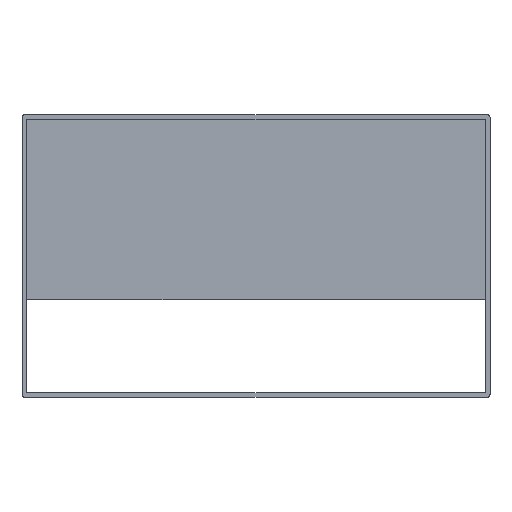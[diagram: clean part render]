
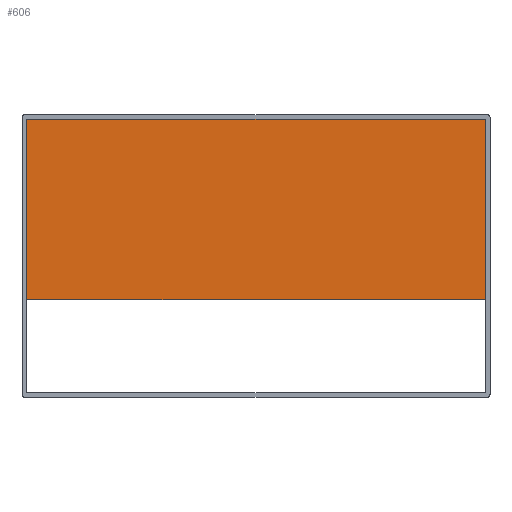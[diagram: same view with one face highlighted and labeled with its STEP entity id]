
A CAD part, top view. The second image highlights one B-rep face of the part: STEP entity #606.
In plain terms, the highlighted planar face has unit normal (0, 0, 1).
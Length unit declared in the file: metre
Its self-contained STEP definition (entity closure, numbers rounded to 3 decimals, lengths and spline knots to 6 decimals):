
#39=LINE('',#931,#104);
#41=LINE('',#935,#106);
#45=LINE('',#943,#110);
#60=LINE('',#977,#125);
#61=LINE('',#979,#126);
#104=VECTOR('',#740,1.);
#106=VECTOR('',#744,1.);
#110=VECTOR('',#750,1.);
#125=VECTOR('',#787,1.);
#126=VECTOR('',#788,1.);
#222=ORIENTED_EDGE('',*,*,#350,.F.);
#223=ORIENTED_EDGE('',*,*,#373,.F.);
#224=ORIENTED_EDGE('',*,*,#374,.T.);
#225=ORIENTED_EDGE('',*,*,#348,.F.);
#226=ORIENTED_EDGE('',*,*,#354,.F.);
#348=EDGE_CURVE('',#432,#429,#39,.T.);
#350=EDGE_CURVE('',#433,#434,#41,.T.);
#354=EDGE_CURVE('',#434,#432,#45,.T.);
#373=EDGE_CURVE('',#445,#433,#60,.T.);
#374=EDGE_CURVE('',#445,#429,#61,.T.);
#429=VERTEX_POINT('',#924);
#432=VERTEX_POINT('',#930);
#433=VERTEX_POINT('',#934);
#434=VERTEX_POINT('',#936);
#445=VERTEX_POINT('',#978);
#499=EDGE_LOOP('',(#222,#223,#224,#225,#226));
#542=FACE_BOUND('',#499,.T.);
#581=PLANE('',#667);
#606=ADVANCED_FACE('',(#542),#581,.T.);
#667=AXIS2_PLACEMENT_3D('',#976,#785,#786);
#740=DIRECTION('',(0.,-1.,0.));
#744=DIRECTION('',(0.,1.,0.));
#750=DIRECTION('',(1.,0.,0.));
#785=DIRECTION('',(0.,0.,1.));
#786=DIRECTION('',(1.,0.,0.));
#787=DIRECTION('',(-1.,0.,0.));
#788=DIRECTION('',(1.,0.,0.));
#924=CARTESIAN_POINT('',(0.250475,0.,0.003));
#930=CARTESIAN_POINT('',(0.250475,0.194796,0.003));
#931=CARTESIAN_POINT('',(0.250475,0.047296,0.003));
#934=CARTESIAN_POINT('',(-0.244525,0.,0.003));
#935=CARTESIAN_POINT('',(-0.244525,0.047296,0.003));
#936=CARTESIAN_POINT('',(-0.244525,0.194796,0.003));
#943=CARTESIAN_POINT('',(0.002975,0.194796,0.003));
#976=CARTESIAN_POINT('',(0.002975,0.099898,0.003));
#977=CARTESIAN_POINT('',(-0.124762,0.,0.003));
#978=CARTESIAN_POINT('',(0.,0.,0.003));
#979=CARTESIAN_POINT('',(0.127738,0.,0.003));
